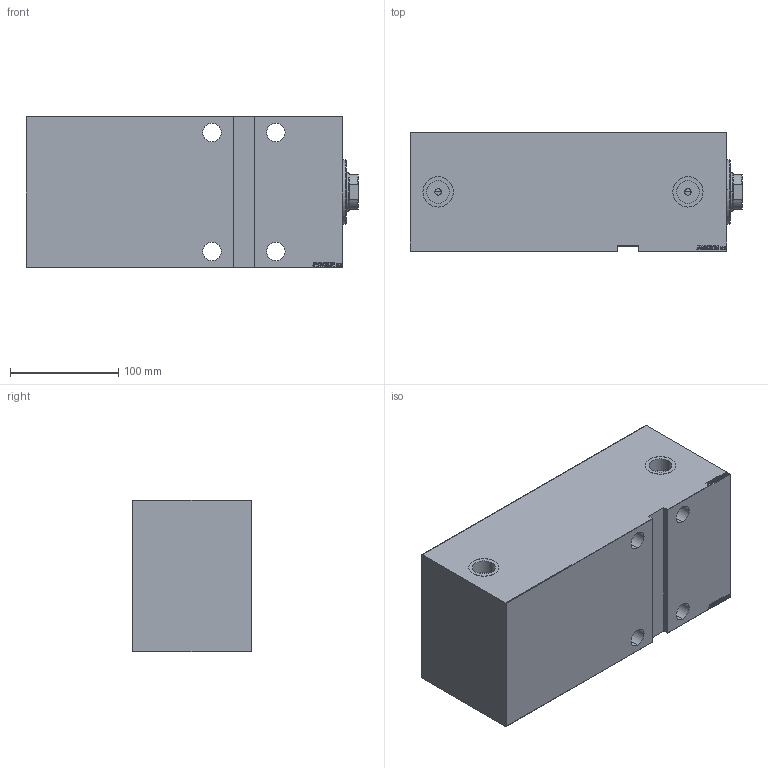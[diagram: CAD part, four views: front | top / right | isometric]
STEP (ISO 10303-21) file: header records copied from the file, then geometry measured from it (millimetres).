
FILE_DESCRIPTION (( 'STEP AP203' ), '1' );
FILE_NAME ('189d.STEP', '2022-04-17T13:48:35', ( '' ), ( '' ), 'SwSTEP 2.0', 'SolidWorks 2019', '' );
FILE_SCHEMA (( 'CONFIG_CONTROL_DESIGN' ));
Length unit declared in the file: millimetre
Products named in the file (4): V450CM_G_Body bae47f80c3da37274d55e6d1691307b2; V450CM_G_VCP bae47f80c3da37274d55e6d1691307b2; V450CM_VC_G bae47f80c3da37274d55e6d1691307b2; 189d
Assembly tree (3 placements, depth 2):
  189d
    V450CM_G_Body bae47f80c3da37274d55e6d1691307b2
    V450CM_G_VCP bae47f80c3da37274d55e6d1691307b2
    V450CM_VC_G bae47f80c3da37274d55e6d1691307b2
Bounding box: 307 x 110 x 140 mm (x, y, z)
Volume: 3412533.7 mm3; surface area: 342060.2 mm2
Topology: 3 solids, 3 shells, 874 faces, 2243 edges, 1487 vertices
Faces by surface type: plane 416, bspline 380, cylinder 64, cone 14
Entity records: 43773 total; most frequent: CARTESIAN_POINT 24590, ORIENTED_EDGE 4482, DIRECTION 2607, EDGE_CURVE 2241, VERTEX_POINT 1487, LINE 1327, VECTOR 1327, EDGE_LOOP 1002
